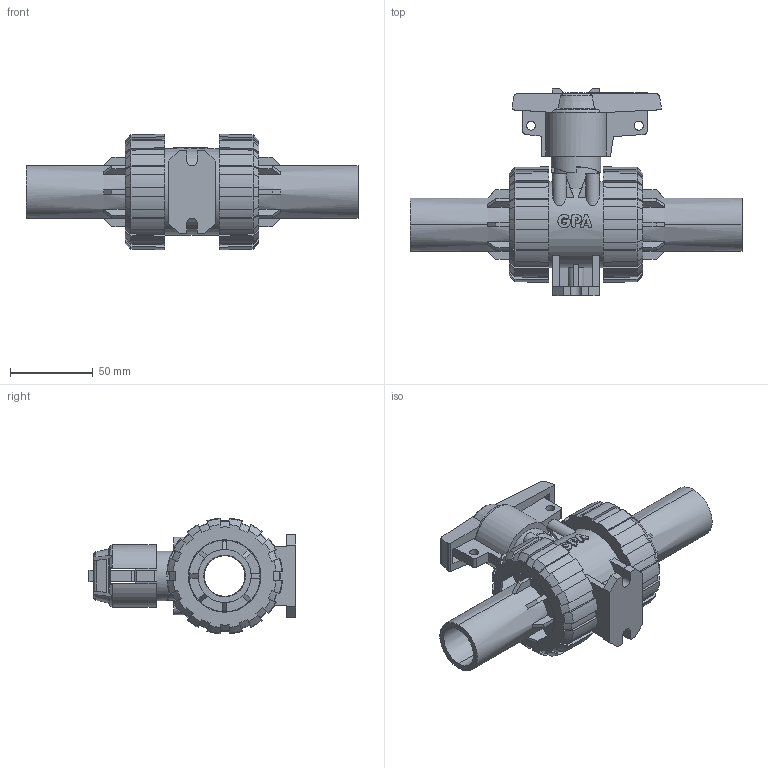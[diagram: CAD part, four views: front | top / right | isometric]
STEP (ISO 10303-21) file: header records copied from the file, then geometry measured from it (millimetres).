
FILE_DESCRIPTION(/* description */ ('PP Ball Valve type M1 with EPDM gasket and long PE SDR11 spigots, Ø32/DN25 , PN10'),/* implementation_level */ '2;1');
FILE_NAME(/* name */ 'M1BEM-E-032',/* time_stamp */ '2021-11-25T13:21:37+01:00',/* author */ ('COAB Solutions'),/* organization */ ('GPA Flowsystem'),/* preprocessor_version */ 'ST-DEVELOPER v18.1',/* originating_system */ 'www.coabsolutions.com',/* authorisation */ 'unknown authorization');
FILE_SCHEMA (('AUTOMOTIVE_DESIGN { 1 0 10303 214 3 1 1 }'));
Length unit declared in the file: millimetre
Products named in the file (1): M1DU-E-032
Bounding box: 200.5 x 125.43 x 69.78 mm (x, y, z)
Volume: 321444 mm3; surface area: 94859.2 mm2
Topology: 1 solids, 1 shells, 523 faces, 1510 edges, 1003 vertices
Faces by surface type: plane 264, cone 156, cylinder 60, bspline 37, torus 6
Full cylindrical faces by diameter (mm): 5.5 x2, 8.4 x4, 25 x1, 30 x1, 43.8 x2, 52 x3
Entity records: 20594 total; most frequent: CARTESIAN_POINT 6824, ORIENTED_EDGE 3020, DIRECTION 2537, EDGE_CURVE 1510, VERTEX_POINT 1003, AXIS2_PLACEMENT_3D 905, LINE 727, VECTOR 727
